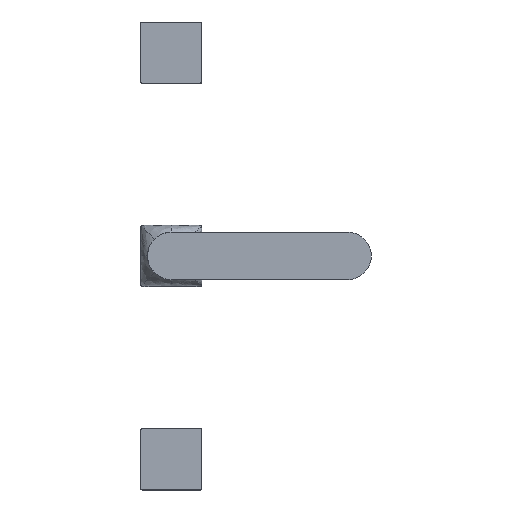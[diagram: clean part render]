
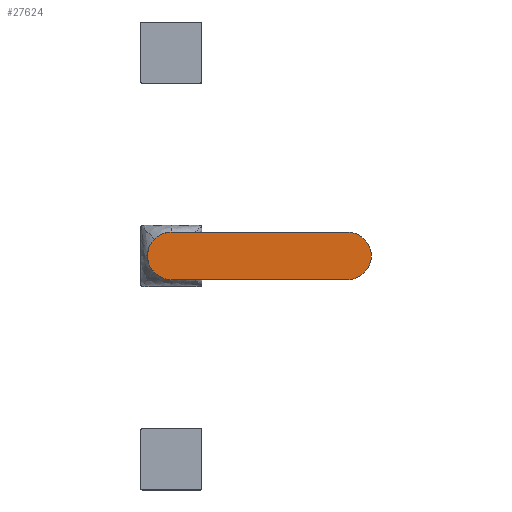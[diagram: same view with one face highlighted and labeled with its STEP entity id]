
A CAD part, top view. The second image highlights one B-rep face of the part: STEP entity #27624.
In plain terms, the highlighted planar face has unit normal (0, 0, 1).
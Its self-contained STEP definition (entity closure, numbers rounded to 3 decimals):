
#27553=CARTESIAN_POINT('Axis2P3D Location',(0.,150.,171.5)) ;
#27558=CARTESIAN_POINT('Axis2P3D Location',(0.,150.,171.5)) ;
#27562=CARTESIAN_POINT('Vertex',(-16.771,155.,171.5)) ;
#27564=CARTESIAN_POINT('Vertex',(-16.771,145.,171.5)) ;
#27567=CARTESIAN_POINT('Axis2P3D Location',(0.,150.,171.5)) ;
#27571=CARTESIAN_POINT('Vertex',(0.,132.5,171.5)) ;
#27574=CARTESIAN_POINT('Line Origine',(65.,132.5,171.5)) ;
#27578=CARTESIAN_POINT('Vertex',(130.,132.5,171.5)) ;
#27581=CARTESIAN_POINT('Axis2P3D Location',(130.,150.,171.5)) ;
#27585=CARTESIAN_POINT('Vertex',(146.771,145.,171.5)) ;
#27588=CARTESIAN_POINT('Axis2P3D Location',(130.,150.,171.5)) ;
#27592=CARTESIAN_POINT('Vertex',(146.771,155.,171.5)) ;
#27595=CARTESIAN_POINT('Axis2P3D Location',(130.,150.,171.5)) ;
#27599=CARTESIAN_POINT('Vertex',(130.,167.5,171.5)) ;
#27602=CARTESIAN_POINT('Line Origine',(65.,167.5,171.5)) ;
#27606=CARTESIAN_POINT('Vertex',(0.,167.5,171.5)) ;
#27609=CARTESIAN_POINT('Axis2P3D Location',(0.,150.,171.5)) ;
#27576=VECTOR('Line Direction',#27575,1.) ;
#27604=VECTOR('Line Direction',#27603,1.) ;
#27554=DIRECTION('Axis2P3D Direction',(0.,-0.,1.)) ;
#27555=DIRECTION('Axis2P3D XDirection',(0.,1.,0.)) ;
#27559=DIRECTION('Axis2P3D Direction',(0.,-0.,1.)) ;
#27568=DIRECTION('Axis2P3D Direction',(0.,-0.,1.)) ;
#27575=DIRECTION('Vector Direction',(-1.,0.,0.)) ;
#27582=DIRECTION('Axis2P3D Direction',(0.,-0.,1.)) ;
#27589=DIRECTION('Axis2P3D Direction',(0.,-0.,1.)) ;
#27596=DIRECTION('Axis2P3D Direction',(0.,-0.,1.)) ;
#27603=DIRECTION('Vector Direction',(1.,0.,0.)) ;
#27610=DIRECTION('Axis2P3D Direction',(0.,-0.,1.)) ;
#27556=AXIS2_PLACEMENT_3D('Plane Axis2P3D',#27553,#27554,#27555) ;
#27560=AXIS2_PLACEMENT_3D('Circle Axis2P3D',#27558,#27559,$) ;
#27569=AXIS2_PLACEMENT_3D('Circle Axis2P3D',#27567,#27568,$) ;
#27583=AXIS2_PLACEMENT_3D('Circle Axis2P3D',#27581,#27582,$) ;
#27590=AXIS2_PLACEMENT_3D('Circle Axis2P3D',#27588,#27589,$) ;
#27597=AXIS2_PLACEMENT_3D('Circle Axis2P3D',#27595,#27596,$) ;
#27611=AXIS2_PLACEMENT_3D('Circle Axis2P3D',#27609,#27610,$) ;
#27577=LINE('Line',#27574,#27576) ;
#27605=LINE('Line',#27602,#27604) ;
#27561=CIRCLE('generated circle',#27560,17.5) ;
#27570=CIRCLE('generated circle',#27569,17.5) ;
#27584=CIRCLE('generated circle',#27583,17.5) ;
#27591=CIRCLE('generated circle',#27590,17.5) ;
#27598=CIRCLE('generated circle',#27597,17.5) ;
#27612=CIRCLE('generated circle',#27611,17.5) ;
#27557=PLANE('',#27556) ;
#27566=EDGE_CURVE('',#27563,#27565,#27561,.T.) ;
#27573=EDGE_CURVE('',#27565,#27572,#27570,.T.) ;
#27580=EDGE_CURVE('',#27572,#27579,#27577,.F.) ;
#27587=EDGE_CURVE('',#27579,#27586,#27584,.T.) ;
#27594=EDGE_CURVE('',#27586,#27593,#27591,.T.) ;
#27601=EDGE_CURVE('',#27593,#27600,#27598,.T.) ;
#27608=EDGE_CURVE('',#27600,#27607,#27605,.F.) ;
#27613=EDGE_CURVE('',#27607,#27563,#27612,.T.) ;
#27615=ORIENTED_EDGE('',*,*,#27566,.T.) ;
#27616=ORIENTED_EDGE('',*,*,#27573,.T.) ;
#27617=ORIENTED_EDGE('',*,*,#27580,.T.) ;
#27618=ORIENTED_EDGE('',*,*,#27587,.T.) ;
#27619=ORIENTED_EDGE('',*,*,#27594,.T.) ;
#27620=ORIENTED_EDGE('',*,*,#27601,.T.) ;
#27621=ORIENTED_EDGE('',*,*,#27608,.T.) ;
#27622=ORIENTED_EDGE('',*,*,#27613,.T.) ;
#27614=EDGE_LOOP('',(#27615,#27616,#27617,#27618,#27619,#27620,#27621,#27622)) ;
#27563=VERTEX_POINT('',#27562) ;
#27565=VERTEX_POINT('',#27564) ;
#27572=VERTEX_POINT('',#27571) ;
#27579=VERTEX_POINT('',#27578) ;
#27586=VERTEX_POINT('',#27585) ;
#27593=VERTEX_POINT('',#27592) ;
#27600=VERTEX_POINT('',#27599) ;
#27607=VERTEX_POINT('',#27606) ;
#27624=ADVANCED_FACE('Superficie.469',(#27623),#27557,.T.) ;
#27623=FACE_OUTER_BOUND('',#27614,.T.) ;
